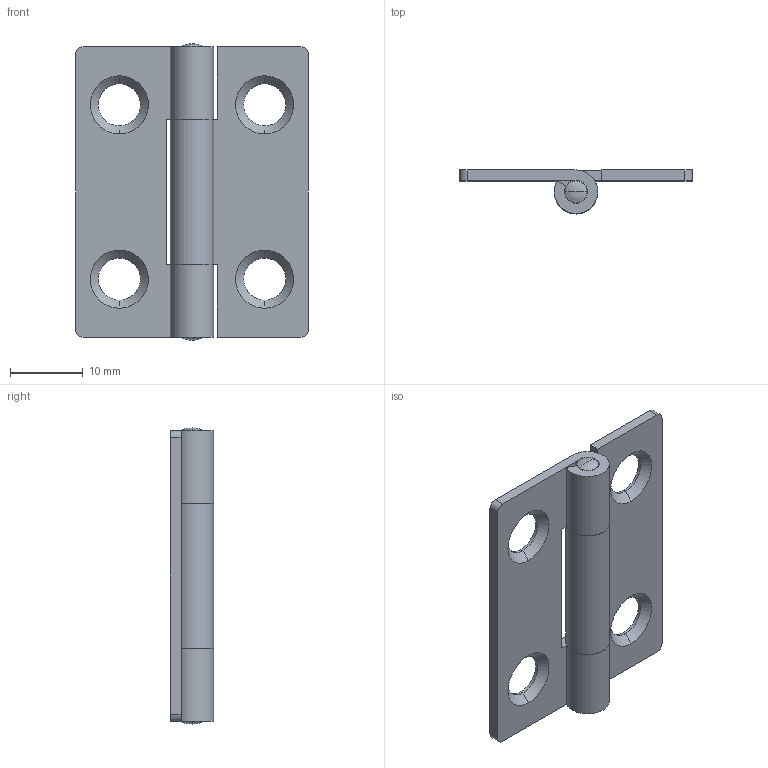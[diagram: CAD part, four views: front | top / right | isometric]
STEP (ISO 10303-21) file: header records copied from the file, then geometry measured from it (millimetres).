
FILE_DESCRIPTION( (''), '2;1');
FILE_NAME ('PC011.17984.TH_188SUS_21678.stp','2024-07-02T13:54:23',(''),(''),'spGate 19.8.4 (****-****-****-****)','','');
FILE_SCHEMA (('AUTOMOTIVE_DESIGN'));
Length unit declared in the file: millimetre
Products named in the file (4): Assembly; TH_188SUS_1; TH_188SUS_2; TH_188SUS_3
Assembly tree (3 placements, depth 2):
  Assembly
    TH_188SUS_1
    TH_188SUS_2
    TH_188SUS_3
Bounding box: 32 x 6 x 40.8 mm (x, y, z)
Volume: 2491.9 mm3; surface area: 3922.5 mm2
Topology: 3 solids, 3 shells, 54 faces, 144 edges, 94 vertices
Faces by surface type: plane 22, cylinder 20, bspline 8, sphere 4
Entity records: 2936 total; most frequent: CARTESIAN_POINT 394, DIRECTION 286, ORIENTED_EDGE 280, COLOUR_RGB 197, PRESENTATION_STYLE_ASSIGNMENT 197, STYLED_ITEM 197, EDGE_CURVE 140, DRAUGHTING_PRE_DEFINED_CURVE_FONT 140
